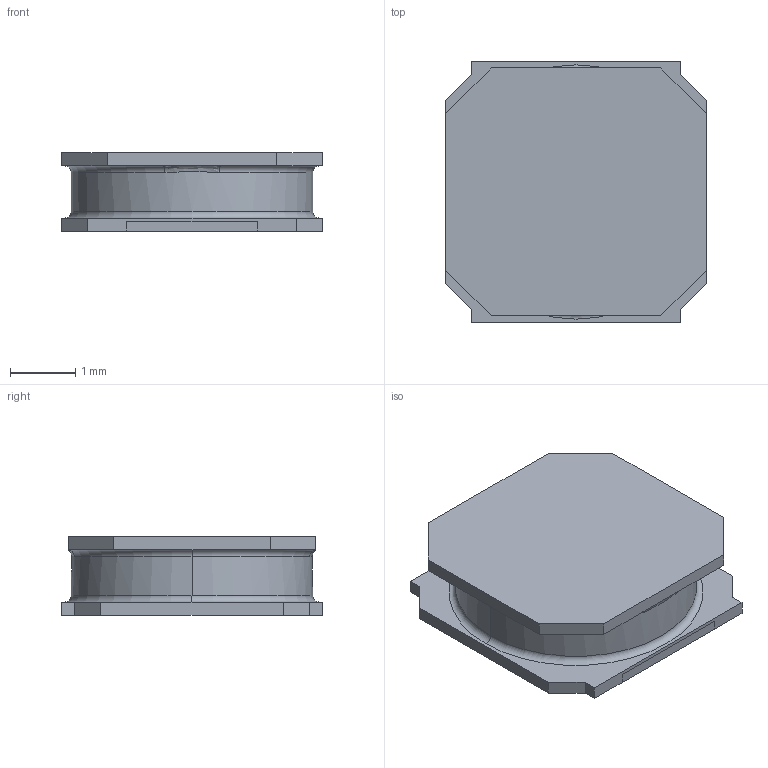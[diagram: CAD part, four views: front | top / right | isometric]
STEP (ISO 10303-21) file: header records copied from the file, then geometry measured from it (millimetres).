
FILE_DESCRIPTION (( 'STEP AP214' ), '1' );
FILE_NAME ('L4012.STEP', '2020-05-25T13:06:00', ( '' ), ( '' ), 'SwSTEP 2.0', 'SolidWorks 2018', '' );
FILE_SCHEMA (( 'AUTOMOTIVE_DESIGN' ));
Length unit declared in the file: millimetre
Products named in the file (1): L4012
Bounding box: 4 x 4 x 1.2 mm (x, y, z)
Volume: 14.6 mm3; surface area: 69.8 mm2
Topology: 3 solids, 3 shells, 70 faces, 182 edges, 119 vertices
Faces by surface type: plane 61, torus 5, cylinder 2, bspline 2
Entity records: 2216 total; most frequent: CARTESIAN_POINT 440, ORIENTED_EDGE 364, DIRECTION 336, EDGE_CURVE 182, LINE 162, VECTOR 162, VERTEX_POINT 119, AXIS2_PLACEMENT_3D 87
